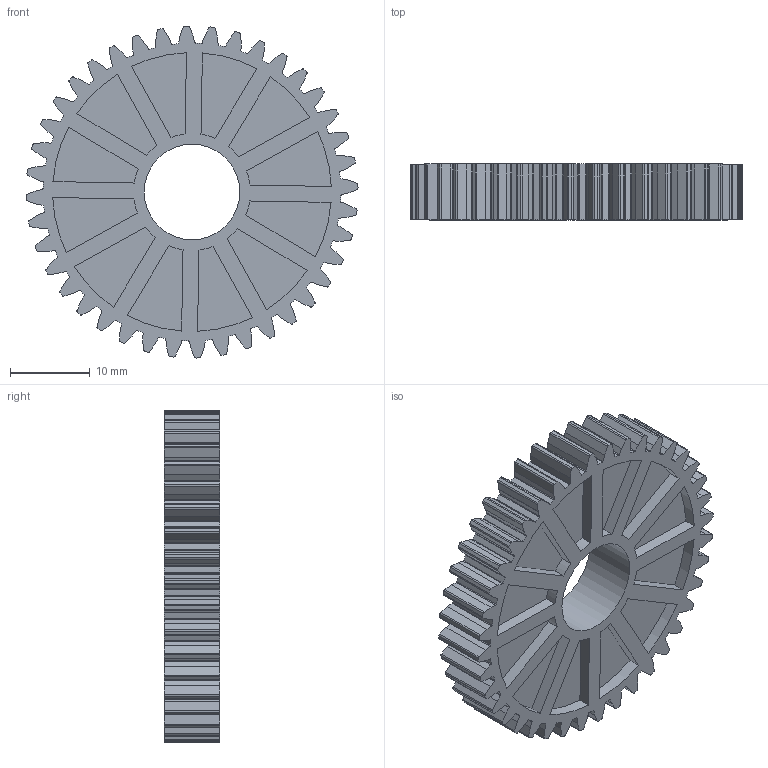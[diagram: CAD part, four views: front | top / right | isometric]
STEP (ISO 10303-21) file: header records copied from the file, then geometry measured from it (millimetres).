
FILE_DESCRIPTION(/* description */ (''),/* implementation_level */ '2;1');
FILE_NAME(/* name */ 'Matrix_12-0040_Gear.ipt.stp',/* time_stamp */ '2014-12-18T17:44:04-08:00',/* author */ ('Autodesk Inc.'),/* organization */ ('Autodesk Inc.'),/* preprocessor_version */ 'ST-DEVELOPER v15.6',/* originating_system */ 'Autodesk Inventor 2015',/* authorisation */ '');
FILE_SCHEMA (('AUTOMOTIVE_DESIGN { 1 0 10303 214 3 1 1 }'));
Length unit declared in the file: millimetre
Products named in the file (1): Matrix_12-0040_Gear
Bounding box: 41.67 x 7 x 41.67 mm (x, y, z)
Volume: 6124.3 mm3; surface area: 5234.4 mm2
Topology: 1 solids, 1 shells, 525 faces, 1497 edges, 998 vertices
Faces by surface type: plane 274, cylinder 251
Full cylindrical faces by diameter (mm): 12 x1
Entity records: 17256 total; most frequent: DIRECTION 3050, CARTESIAN_POINT 3020, ORIENTED_EDGE 2992, EDGE_CURVE 1496, AXIS2_PLACEMENT_3D 1028, VERTEX_POINT 998, LINE 994, VECTOR 994
